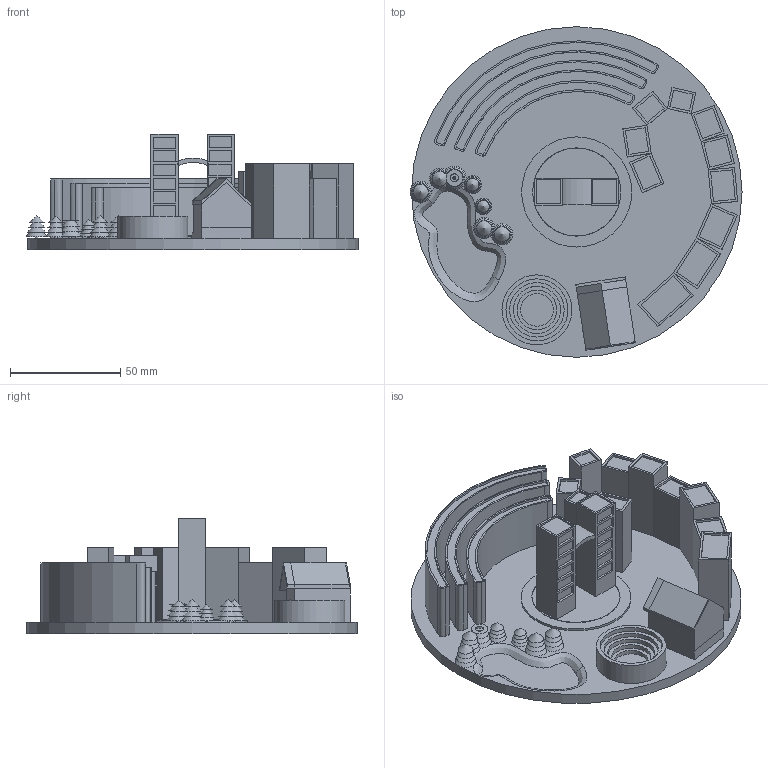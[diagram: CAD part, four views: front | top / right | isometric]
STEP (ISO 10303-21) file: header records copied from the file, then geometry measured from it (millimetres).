
FILE_DESCRIPTION(/* description */ ('STEP AP242'),/* implementation_level */ '2;1');
FILE_NAME(/* name */ 'totem cidade.step',/* time_stamp */ '2025-12-01T20:48:25-03:00',/* author */ (''),/* organization */ (''),/* preprocessor_version */ 'ST-DEVELOPER v20.1',/* originating_system */ 'Autodesk Translation Framework v14.21.0.0',/* authorisation */ '');
FILE_SCHEMA (('AUTOMOTIVE_DESIGN { 1 0 10303 214 3 1 1 }'));
Length unit declared in the file: metre
Products named in the file (20): 2025-12-01-20-47-15-082; Part 2; Surface 5; Part 8; Surface 4; Part 1; Surface 6; Surface 1; Part 5; Part 13; Part 3; Part 7; Surface 3; Part 4; Part 10; Part 12; Part 6; Part 11; Surface 2; Part 9
Assembly tree (19 placements, depth 2):
  2025-12-01-20-47-15-082
    Part 2
    Surface 5
    Part 8
    Surface 4
    Part 1
    Surface 6
    Surface 1
    Part 5
    Part 13
    Part 3
    Part 7
    Surface 3
    Part 4
    Part 10
    Part 12
    Part 6
    Part 11
    Surface 2
    Part 9
Bounding box: 150.65 x 150 x 52.2 mm (x, y, z)
Volume: 211727.4 mm3; surface area: 90682.3 mm2
Topology: 13 solids, 25 shells, 533 faces, 1240 edges, 832 vertices
Faces by surface type: plane 433, cylinder 39, bspline 33, cone 28
Full cylindrical faces by diameter (mm): 0.649 x1, 0.781 x1, 0.844 x1, 1.008 x1, 1.042 x1, 1.073 x1, 1.113 x1, 1.255 x1, 1.291 x1, 1.321 x3, 1.453 x1, 14.859 x1, 17.992 x1, 21.395 x1, 24.733 x1, 28.12 x1, 31.723 x1, 40 x1, 50 x1, 150 x1
Entity records: 18727 total; most frequent: CARTESIAN_POINT 5989, ORIENTED_EDGE 2442, DIRECTION 2376, EDGE_CURVE 1233, LINE 1010, VECTOR 1010, VERTEX_POINT 832, AXIS2_PLACEMENT_3D 683
